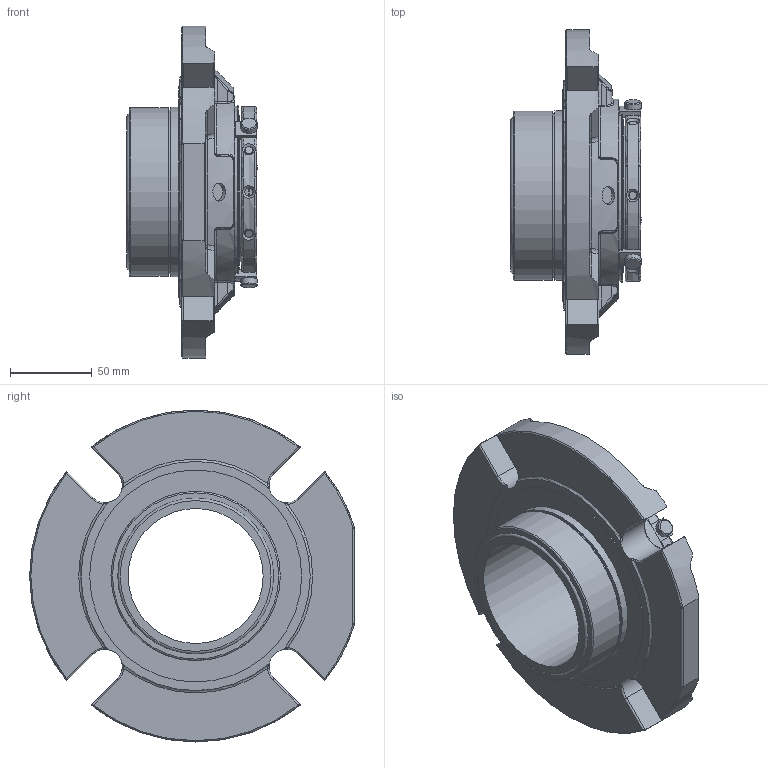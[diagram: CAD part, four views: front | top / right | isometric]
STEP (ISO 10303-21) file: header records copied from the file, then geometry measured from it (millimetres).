
FILE_DESCRIPTION(/* description */ ('Unknown'),/* implementation_level */ '2;1');
FILE_NAME(/* name */ '3.250',/* time_stamp */ '2023-02-15T16:21:27+00:00',/* author */ ('Unknown'),/* organization */ ('Unknown'),/* preprocessor_version */ 'ST-DEVELOPER v16.7',/* originating_system */ 'Solid Edge',/* authorisation */ 'Unknown');
FILE_SCHEMA (('AUTOMOTIVE_DESIGN {1 0 10303 214 3 1 1}'));
Length unit declared in the file: millimetre
Products named in the file (1): 3.250
Bounding box: 79.63 x 198.47 x 202.95 mm (x, y, z)
Volume: 683926.9 mm3; surface area: 112400.2 mm2
Topology: 1 solids, 1 shells, 600 faces, 1573 edges, 1000 vertices
Faces by surface type: plane 220, cylinder 160, bspline 91, torus 71, cone 36, sphere 22
Full cylindrical faces by diameter (mm): 2.821 x1, 5 x2, 6 x3, 10 x3, 10.998 x3, 82.55 x1, 85.7 x1, 93.65 x1, 95.225 x1, 100.203 x1, 103.175 x1, 103.505 x1, 104.724 x1, 106.248 x1, 129.591 x1
Entity records: 25382 total; most frequent: CARTESIAN_POINT 7651, ORIENTED_EDGE 2958, DIRECTION 2542, EDGE_CURVE 1479, AXIS2_PLACEMENT_3D 1003, VERTEX_POINT 960, EDGE_LOOP 705, FACE_BOUND 705
